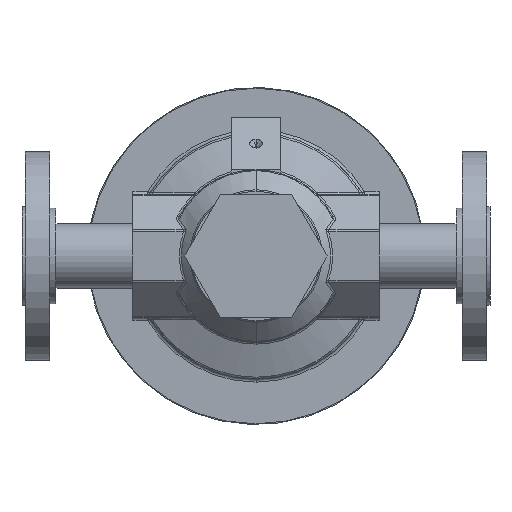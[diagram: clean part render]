
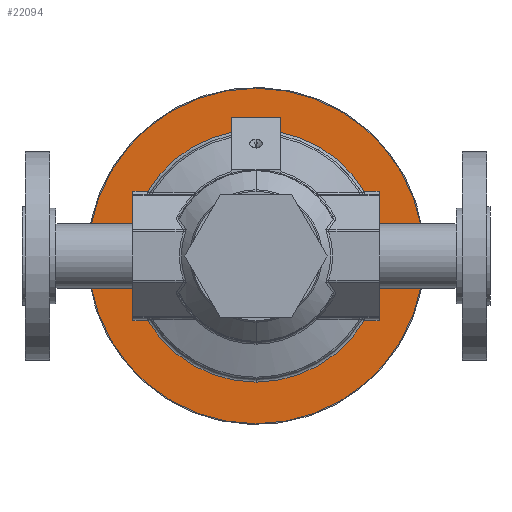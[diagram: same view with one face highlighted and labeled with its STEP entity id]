
A CAD part, front view. The second image highlights one B-rep face of the part: STEP entity #22094.
In plain terms, the highlighted planar face has unit normal (0, -1, 0).
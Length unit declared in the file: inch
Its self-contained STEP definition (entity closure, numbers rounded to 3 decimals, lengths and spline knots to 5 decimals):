
#560 = CARTESIAN_POINT ( 'NONE',  ( 0., 1.22, 0. ) ) ;
#855 = DIRECTION ( 'NONE',  ( 0., 0., 1. ) ) ;
#2174 = AXIS2_PLACEMENT_3D ( 'NONE', #6430, #30784, #9911 ) ;
#2303 = LINE ( 'NONE', #19323, #18619 ) ;
#2760 = DIRECTION ( 'NONE',  ( 0., 1., 0. ) ) ;
#2954 = DIRECTION ( 'NONE',  ( -1., 0., 0. ) ) ;
#3098 = LINE ( 'NONE', #23974, #28661 ) ;
#3181 = DIRECTION ( 'NONE',  ( 0., 0., 1. ) ) ;
#3295 = EDGE_CURVE ( 'NONE', #15413, #35467, #5689, .T. ) ;
#3331 = CARTESIAN_POINT ( 'NONE',  ( 2.5, 1.22, -1.35 ) ) ;
#3681 = ORIENTED_EDGE ( 'NONE', *, *, #34286, .T. ) ;
#4075 = DIRECTION ( 'NONE',  ( 0., 0., -1. ) ) ;
#4434 = ORIENTED_EDGE ( 'NONE', *, *, #41814, .T. ) ;
#4917 = CIRCLE ( 'NONE', #9672, 2.56 ) ;
#5223 = DIRECTION ( 'NONE',  ( 0., 0., -1. ) ) ;
#5689 = CIRCLE ( 'NONE', #28119, 3.405 ) ;
#5832 = LINE ( 'NONE', #44527, #32474 ) ;
#5834 = ORIENTED_EDGE ( 'NONE', *, *, #6581, .T. ) ;
#6126 = DIRECTION ( 'NONE',  ( 0., 0., 1. ) ) ;
#6430 = CARTESIAN_POINT ( 'NONE',  ( 0., 1.22, 0. ) ) ;
#6581 = EDGE_CURVE ( 'NONE', #35467, #15413, #22443, .T. ) ;
#6601 = VERTEX_POINT ( 'NONE', #8945 ) ;
#6982 = ORIENTED_EDGE ( 'NONE', *, *, #29618, .T. ) ;
#7540 = VERTEX_POINT ( 'NONE', #23691 ) ;
#8022 = ORIENTED_EDGE ( 'NONE', *, *, #30554, .T. ) ;
#8159 = VERTEX_POINT ( 'NONE', #16355 ) ;
#8703 = CARTESIAN_POINT ( 'NONE',  ( -0.5, 1.22, 2.81066 ) ) ;
#8945 = CARTESIAN_POINT ( 'NONE',  ( -2.19943, 1.22, 1.31 ) ) ;
#9094 = LINE ( 'NONE', #36676, #17273 ) ;
#9144 = DIRECTION ( 'NONE',  ( 0., 1., 0. ) ) ;
#9166 = CARTESIAN_POINT ( 'NONE',  ( -2.5, 1.22, 1.31 ) ) ;
#9454 = VECTOR ( 'NONE', #34120, 39.37008 ) ;
#9466 = VERTEX_POINT ( 'NONE', #39507 ) ;
#9672 = AXIS2_PLACEMENT_3D ( 'NONE', #29996, #9144, #33476 ) ;
#9752 = VECTOR ( 'NONE', #24605, 39.37008 ) ;
#9911 = DIRECTION ( 'NONE',  ( 0., 0., -1. ) ) ;
#9966 = CARTESIAN_POINT ( 'NONE',  ( 0., 1.22, 0. ) ) ;
#10185 = ORIENTED_EDGE ( 'NONE', *, *, #38774, .F. ) ;
#10245 = VECTOR ( 'NONE', #6126, 39.37008 ) ;
#10317 = LINE ( 'NONE', #21726, #38105 ) ;
#10530 = LINE ( 'NONE', #37654, #9454 ) ;
#10642 = ORIENTED_EDGE ( 'NONE', *, *, #29543, .T. ) ;
#10737 = CARTESIAN_POINT ( 'NONE',  ( -0.5, 1.22, 2.81066 ) ) ;
#10827 = LINE ( 'NONE', #10737, #9752 ) ;
#11387 = CIRCLE ( 'NONE', #26810, 2.56 ) ;
#11889 = CARTESIAN_POINT ( 'NONE',  ( 0.5, 1.22, 2.5107 ) ) ;
#12154 = CARTESIAN_POINT ( 'NONE',  ( 0., 1.22, -3.405 ) ) ;
#12940 = VERTEX_POINT ( 'NONE', #8703 ) ;
#13470 = DIRECTION ( 'NONE',  ( 0., 0., -1. ) ) ;
#13679 = VERTEX_POINT ( 'NONE', #9166 ) ;
#14207 = AXIS2_PLACEMENT_3D ( 'NONE', #36792, #15950, #40297 ) ;
#15147 = ORIENTED_EDGE ( 'NONE', *, *, #42270, .F. ) ;
#15413 = VERTEX_POINT ( 'NONE', #12154 ) ;
#15950 = DIRECTION ( 'NONE',  ( 0., -1., 0. ) ) ;
#16355 = CARTESIAN_POINT ( 'NONE',  ( -0.5, 1.22, 2.5107 ) ) ;
#16449 = CARTESIAN_POINT ( 'NONE',  ( 0., 1.22, 3.405 ) ) ;
#16532 = FACE_BOUND ( 'NONE', #39572, .T. ) ;
#17209 = VERTEX_POINT ( 'NONE', #38332 ) ;
#17273 = VECTOR ( 'NONE', #43687, 39.37008 ) ;
#18619 = VECTOR ( 'NONE', #40175, 39.37008 ) ;
#19311 = LINE ( 'NONE', #3331, #20421 ) ;
#19323 = CARTESIAN_POINT ( 'NONE',  ( 3.47, 1.22, 1.31 ) ) ;
#19515 = LINE ( 'NONE', #30474, #10245 ) ;
#19826 = EDGE_CURVE ( 'NONE', #25797, #20602, #19515, .T. ) ;
#19880 = ORIENTED_EDGE ( 'NONE', *, *, #26012, .T. ) ;
#20421 = VECTOR ( 'NONE', #3181, 39.37008 ) ;
#20602 = VERTEX_POINT ( 'NONE', #32666 ) ;
#21218 = EDGE_CURVE ( 'NONE', #13679, #6601, #2303, .T. ) ;
#21726 = CARTESIAN_POINT ( 'NONE',  ( -2.5, 1.22, -1.35 ) ) ;
#22094 = ADVANCED_FACE ( 'NONE', ( #16532, #43183 ), #29418, .T. ) ;
#22443 = CIRCLE ( 'NONE', #14207, 3.405 ) ;
#22573 = CARTESIAN_POINT ( 'NONE',  ( 3.47, 1.22, 0. ) ) ;
#23066 = AXIS2_PLACEMENT_3D ( 'NONE', #23604, #2760, #27113 ) ;
#23604 = CARTESIAN_POINT ( 'NONE',  ( 0., 1.22, 0. ) ) ;
#23691 = CARTESIAN_POINT ( 'NONE',  ( 2.5, 1.22, -1.31 ) ) ;
#23974 = CARTESIAN_POINT ( 'NONE',  ( 3.47, 1.22, -1.31 ) ) ;
#24403 = CARTESIAN_POINT ( 'NONE',  ( 2.19943, 1.22, -1.31 ) ) ;
#24519 = ORIENTED_EDGE ( 'NONE', *, *, #21218, .T. ) ;
#24605 = DIRECTION ( 'NONE',  ( 0., 0., 1. ) ) ;
#24940 = DIRECTION ( 'NONE',  ( 0., 1., 0. ) ) ;
#25295 = AXIS2_PLACEMENT_3D ( 'NONE', #22573, #26079, #5223 ) ;
#25797 = VERTEX_POINT ( 'NONE', #11889 ) ;
#26012 = EDGE_CURVE ( 'NONE', #44330, #17209, #40948, .T. ) ;
#26079 = DIRECTION ( 'NONE',  ( 0., -1., 0. ) ) ;
#26810 = AXIS2_PLACEMENT_3D ( 'NONE', #560, #24940, #4075 ) ;
#27068 = EDGE_CURVE ( 'NONE', #25797, #30696, #4917, .T. ) ;
#27113 = DIRECTION ( 'NONE',  ( 0., 0., -1. ) ) ;
#28119 = AXIS2_PLACEMENT_3D ( 'NONE', #9966, #34314, #13470 ) ;
#28661 = VECTOR ( 'NONE', #44842, 39.37008 ) ;
#29281 = EDGE_LOOP ( 'NONE', ( #30384, #5834 ) ) ;
#29418 = PLANE ( 'NONE',  #25295 ) ;
#29543 = EDGE_CURVE ( 'NONE', #17209, #30308, #11387, .T. ) ;
#29618 = EDGE_CURVE ( 'NONE', #9466, #13679, #10317, .T. ) ;
#29747 = CIRCLE ( 'NONE', #2174, 2.56 ) ;
#29758 = ORIENTED_EDGE ( 'NONE', *, *, #43293, .T. ) ;
#29996 = CARTESIAN_POINT ( 'NONE',  ( 0., 1.22, 0. ) ) ;
#30308 = VERTEX_POINT ( 'NONE', #37258 ) ;
#30384 = ORIENTED_EDGE ( 'NONE', *, *, #3295, .T. ) ;
#30474 = CARTESIAN_POINT ( 'NONE',  ( 0.5, 1.22, 2.81066 ) ) ;
#30554 = EDGE_CURVE ( 'NONE', #8159, #12940, #10827, .T. ) ;
#30696 = VERTEX_POINT ( 'NONE', #42391 ) ;
#30784 = DIRECTION ( 'NONE',  ( 0., 1., 0. ) ) ;
#32474 = VECTOR ( 'NONE', #2954, 39.37008 ) ;
#32666 = CARTESIAN_POINT ( 'NONE',  ( 0.5, 1.22, 2.81066 ) ) ;
#33476 = DIRECTION ( 'NONE',  ( 0., 0., -1. ) ) ;
#33611 = CARTESIAN_POINT ( 'NONE',  ( 2.5, 1.22, 1.31 ) ) ;
#34120 = DIRECTION ( 'NONE',  ( 1., 0., 0. ) ) ;
#34286 = EDGE_CURVE ( 'NONE', #7540, #44330, #3098, .T. ) ;
#34314 = DIRECTION ( 'NONE',  ( 0., -1., 0. ) ) ;
#34740 = ORIENTED_EDGE ( 'NONE', *, *, #41212, .T. ) ;
#35467 = VERTEX_POINT ( 'NONE', #16449 ) ;
#36331 = ORIENTED_EDGE ( 'NONE', *, *, #19826, .F. ) ;
#36396 = ORIENTED_EDGE ( 'NONE', *, *, #27068, .T. ) ;
#36676 = CARTESIAN_POINT ( 'NONE',  ( 3.47, 1.22, -1.31 ) ) ;
#36792 = CARTESIAN_POINT ( 'NONE',  ( 0., 1.22, 0. ) ) ;
#37258 = CARTESIAN_POINT ( 'NONE',  ( -2.19943, 1.22, -1.31 ) ) ;
#37654 = CARTESIAN_POINT ( 'NONE',  ( 3.47, 1.22, 1.31 ) ) ;
#38105 = VECTOR ( 'NONE', #855, 39.37008 ) ;
#38332 = CARTESIAN_POINT ( 'NONE',  ( 0., 1.22, -2.56 ) ) ;
#38774 = EDGE_CURVE ( 'NONE', #7540, #41960, #19311, .T. ) ;
#39507 = CARTESIAN_POINT ( 'NONE',  ( -2.5, 1.22, -1.31 ) ) ;
#39572 = EDGE_LOOP ( 'NONE', ( #34740, #10185, #3681, #19880, #10642, #4434, #6982, #24519, #29758, #8022, #15147, #36331, #36396 ) ) ;
#40175 = DIRECTION ( 'NONE',  ( 1., 0., 0. ) ) ;
#40297 = DIRECTION ( 'NONE',  ( 0., 0., -1. ) ) ;
#40948 = CIRCLE ( 'NONE', #23066, 2.56 ) ;
#41212 = EDGE_CURVE ( 'NONE', #30696, #41960, #10530, .T. ) ;
#41814 = EDGE_CURVE ( 'NONE', #30308, #9466, #9094, .T. ) ;
#41960 = VERTEX_POINT ( 'NONE', #33611 ) ;
#42270 = EDGE_CURVE ( 'NONE', #20602, #12940, #5832, .T. ) ;
#42391 = CARTESIAN_POINT ( 'NONE',  ( 2.19943, 1.22, 1.31 ) ) ;
#43183 = FACE_OUTER_BOUND ( 'NONE', #29281, .T. ) ;
#43293 = EDGE_CURVE ( 'NONE', #6601, #8159, #29747, .T. ) ;
#43687 = DIRECTION ( 'NONE',  ( -1., 0., 0. ) ) ;
#44330 = VERTEX_POINT ( 'NONE', #24403 ) ;
#44527 = CARTESIAN_POINT ( 'NONE',  ( 0.5, 1.22, 2.81066 ) ) ;
#44842 = DIRECTION ( 'NONE',  ( -1., 0., 0. ) ) ;
